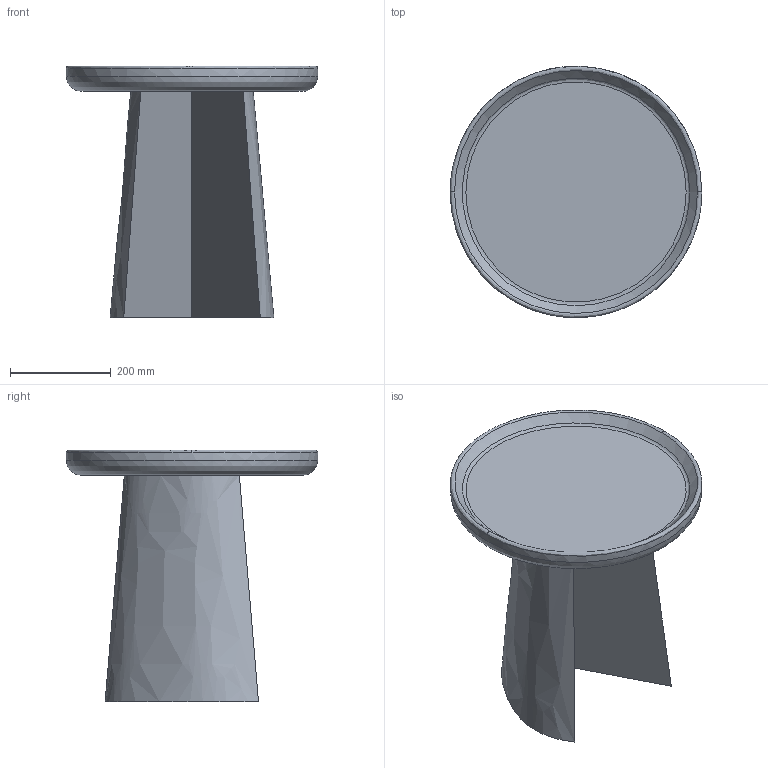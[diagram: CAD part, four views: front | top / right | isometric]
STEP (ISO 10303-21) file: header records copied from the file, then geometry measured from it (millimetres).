
FILE_DESCRIPTION(/* description */ (''),/* implementation_level */ '2;1');
FILE_NAME(/* name */ 'Bi-Ped_CB-3851_3D',/* time_stamp */ '2024-06-27T13:36:40+02:00',/* author */ (''),/* organization */ (''),/* preprocessor_version */ 'ST-DEVELOPER v16.5',/* originating_system */ 'Rhino 7.34',/* authorisation */ '');
FILE_SCHEMA (('AUTOMOTIVE_DESIGN'));
Length unit declared in the file: centimetre
Products named in the file (2): Document; Bi-Ped_CB-3851
Assembly tree (1 placements, depth 2):
  Document
    Bi-Ped_CB-3851
Bounding box: 500 x 499.93 x 499.93 mm (x, y, z)
Volume: 20893123.5 mm3; surface area: 1193526.7 mm2
Topology: 4 solids, 4 shells, 23 faces, 38 edges, 24 vertices
Faces by surface type: plane 13, bspline 9, cylinder 1
Full cylindrical faces by diameter (mm): 500 x1
Entity records: 2708 total; most frequent: CARTESIAN_POINT 2389, ORIENTED_EDGE 76, EDGE_CURVE 38, EDGE_LOOP 24, VERTEX_POINT 24, ADVANCED_FACE 23, FACE_OUTER_BOUND 23, DIRECTION 22
